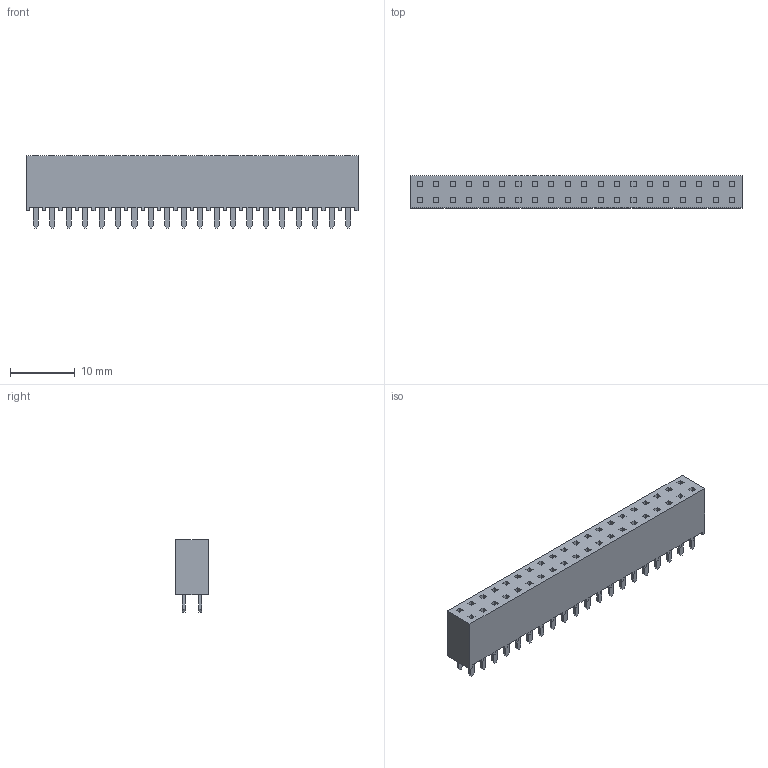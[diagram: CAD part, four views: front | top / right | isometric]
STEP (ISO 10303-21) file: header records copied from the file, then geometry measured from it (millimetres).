
FILE_DESCRIPTION(/* description */ (''),/* implementation_level */ '2;1');
FILE_NAME(/* name */ 'SAMTEC_SSW-120-01-G-D.stp',/* time_stamp */ '2017-06-30T13:15:00+02:00',/* author */ ('jwickham'),/* organization */ (''),/* preprocessor_version */ 'ST-DEVELOPER v16.5',/* originating_system */ 'AutoCAD Mechanical',/* authorisation */ ' ');
FILE_SCHEMA (('AUTOMOTIVE_DESIGN { 1 0 10303 214 3 1 1 }'));
Length unit declared in the file: millimetre
Products named in the file (1): Product
Bounding box: 51.31 x 4.95 x 11.15 mm (x, y, z)
Volume: 1910 mm3; surface area: 2906.1 mm2
Topology: 81 solids, 81 shells, 806 faces, 1932 edges, 1288 vertices
Faces by surface type: plane 806
Entity records: 23002 total; most frequent: CARTESIAN_POINT 4027, ORIENTED_EDGE 3864, DIRECTION 3546, LINE 1932, VECTOR 1932, EDGE_CURVE 1932, VERTEX_POINT 1288, EDGE_LOOP 886
